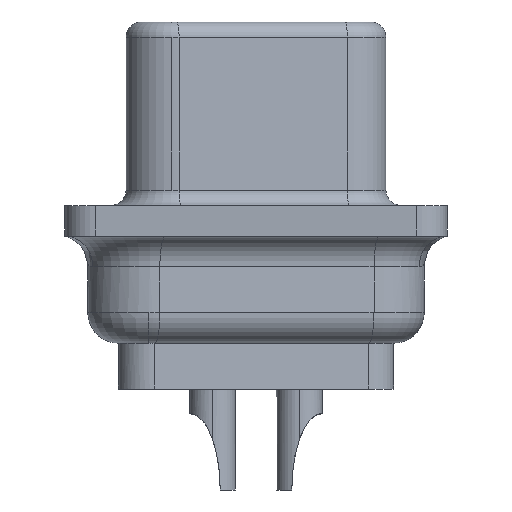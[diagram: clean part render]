
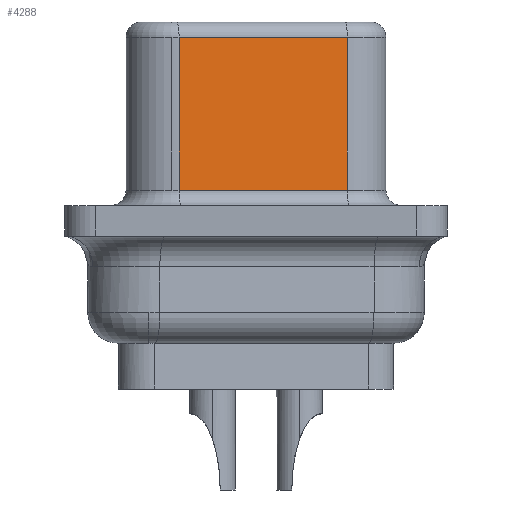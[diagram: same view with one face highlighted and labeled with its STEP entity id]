
A CAD part, left-side view. The second image highlights one B-rep face of the part: STEP entity #4288.
In plain terms, the highlighted planar face has unit normal (-0.988, -0.156, 0).
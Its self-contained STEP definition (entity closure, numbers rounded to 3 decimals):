
#78 = DIRECTION ( 'NONE',  ( 0., 0., -1. ) ) ;
#299 = CARTESIAN_POINT ( 'NONE',  ( -8.641, 2.516, 1. ) ) ;
#329 = LINE ( 'NONE', #299, #1606 ) ;
#580 = CARTESIAN_POINT ( 'NONE',  ( -8.641, 2.516, 6. ) ) ;
#788 = VERTEX_POINT ( 'NONE', #2770 ) ;
#792 = DIRECTION ( 'NONE',  ( 0.156, -0.988, 0. ) ) ;
#828 = VECTOR ( 'NONE', #78, 1000. ) ;
#961 = ORIENTED_EDGE ( 'NONE', *, *, #5780, .T. ) ;
#1090 = EDGE_CURVE ( 'NONE', #2824, #1316, #329, .T. ) ;
#1316 = VERTEX_POINT ( 'NONE', #5601 ) ;
#1606 = VECTOR ( 'NONE', #792, 1000. ) ;
#1887 = AXIS2_PLACEMENT_3D ( 'NONE', #2153, #5488, #2657 ) ;
#2046 = VECTOR ( 'NONE', #3462, 1000. ) ;
#2051 = DIRECTION ( 'NONE',  ( -0.156, 0.988, 0. ) ) ;
#2153 = CARTESIAN_POINT ( 'NONE',  ( -8.641, 2.516, 6.5 ) ) ;
#2629 = FACE_OUTER_BOUND ( 'NONE', #5933, .T. ) ;
#2657 = DIRECTION ( 'NONE',  ( -0.156, 0.988, 0. ) ) ;
#2770 = CARTESIAN_POINT ( 'NONE',  ( -7.773, -2.984, 6. ) ) ;
#2812 = ORIENTED_EDGE ( 'NONE', *, *, #4159, .T. ) ;
#2824 = VERTEX_POINT ( 'NONE', #5710 ) ;
#2945 = ORIENTED_EDGE ( 'NONE', *, *, #5282, .F. ) ;
#2997 = CARTESIAN_POINT ( 'NONE',  ( -7.773, -2.984, 6.5 ) ) ;
#3428 = CARTESIAN_POINT ( 'NONE',  ( -8.641, 2.516, 6.5 ) ) ;
#3450 = LINE ( 'NONE', #2997, #2046 ) ;
#3462 = DIRECTION ( 'NONE',  ( 0., 0., -1. ) ) ;
#3599 = LINE ( 'NONE', #4890, #4707 ) ;
#3696 = ORIENTED_EDGE ( 'NONE', *, *, #1090, .T. ) ;
#4159 = EDGE_CURVE ( 'NONE', #5262, #2824, #4465, .T. ) ;
#4288 = ADVANCED_FACE ( 'NONE', ( #2629 ), #5929, .F. ) ;
#4465 = LINE ( 'NONE', #3428, #828 ) ;
#4707 = VECTOR ( 'NONE', #2051, 1000. ) ;
#4890 = CARTESIAN_POINT ( 'NONE',  ( -8.641, 2.516, 6. ) ) ;
#5262 = VERTEX_POINT ( 'NONE', #580 ) ;
#5282 = EDGE_CURVE ( 'NONE', #788, #1316, #3450, .T. ) ;
#5488 = DIRECTION ( 'NONE',  ( 0.988, 0.156, 0. ) ) ;
#5601 = CARTESIAN_POINT ( 'NONE',  ( -7.773, -2.984, 1. ) ) ;
#5710 = CARTESIAN_POINT ( 'NONE',  ( -8.641, 2.516, 1. ) ) ;
#5780 = EDGE_CURVE ( 'NONE', #788, #5262, #3599, .T. ) ;
#5929 = PLANE ( 'NONE',  #1887 ) ;
#5933 = EDGE_LOOP ( 'NONE', ( #2945, #961, #2812, #3696 ) ) ;
